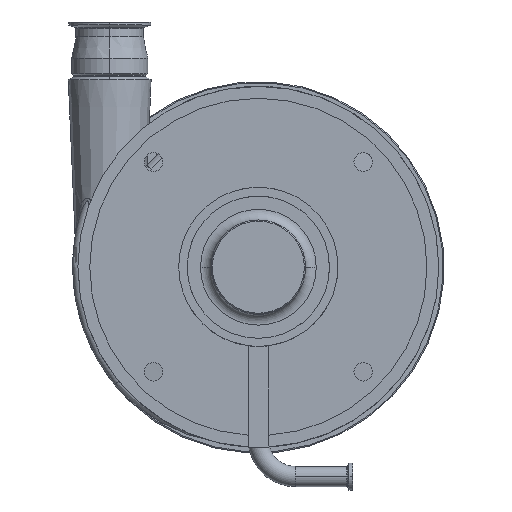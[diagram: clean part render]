
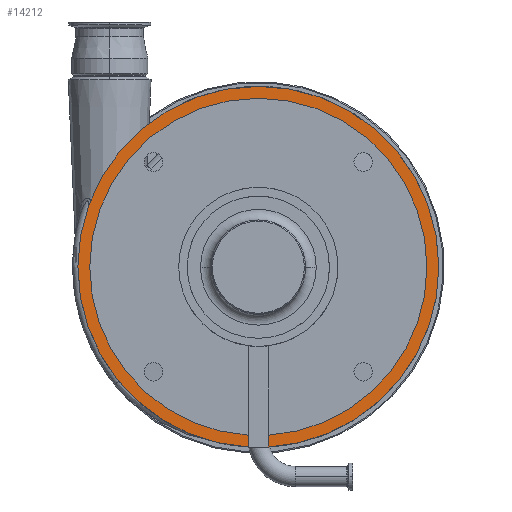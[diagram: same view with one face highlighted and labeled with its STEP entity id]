
A CAD part, top view. The second image highlights one B-rep face of the part: STEP entity #14212.
In plain terms, the highlighted planar face has unit normal (0, 0, 1).
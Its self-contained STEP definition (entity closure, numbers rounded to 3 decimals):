
#351 = ORIENTED_EDGE ( 'NONE', *, *, #12496, .F. ) ;
#482 = DIRECTION ( 'NONE',  ( 0., 0., -1. ) ) ;
#699 = VERTEX_POINT ( 'NONE', #15850 ) ;
#742 = DIRECTION ( 'NONE',  ( 0., 0., -1. ) ) ;
#982 = CIRCLE ( 'NONE', #17437, 158.8 ) ;
#1698 = EDGE_CURVE ( 'NONE', #699, #5018, #17468, .T. ) ;
#1983 = DIRECTION ( 'NONE',  ( -1., 0., 0. ) ) ;
#2143 = DIRECTION ( 'NONE',  ( -1., 0., 0. ) ) ;
#2508 = AXIS2_PLACEMENT_3D ( 'NONE', #9899, #482, #1983 ) ;
#3241 = AXIS2_PLACEMENT_3D ( 'NONE', #13392, #3983, #3792 ) ;
#3465 = VERTEX_POINT ( 'NONE', #11030 ) ;
#3669 = ORIENTED_EDGE ( 'NONE', *, *, #17343, .F. ) ;
#3792 = DIRECTION ( 'NONE',  ( -1., 0., 0. ) ) ;
#3865 = VECTOR ( 'NONE', #10720, 1000. ) ;
#3869 = CARTESIAN_POINT ( 'NONE',  ( -9.525, -74.393, 10. ) ) ;
#3982 = CARTESIAN_POINT ( 'NONE',  ( -9.525, -169.733, 10. ) ) ;
#3983 = DIRECTION ( 'NONE',  ( 0., 0., -1. ) ) ;
#4364 = VERTEX_POINT ( 'NONE', #13977 ) ;
#4627 = CARTESIAN_POINT ( 'NONE',  ( 158.8, 0., 10. ) ) ;
#5018 = VERTEX_POINT ( 'NONE', #3982 ) ;
#5048 = CARTESIAN_POINT ( 'NONE',  ( 0., 170., 10. ) ) ;
#5074 = CIRCLE ( 'NONE', #9331, 170. ) ;
#5245 = CIRCLE ( 'NONE', #3241, 170. ) ;
#5339 = CARTESIAN_POINT ( 'NONE',  ( 0., 0., 10. ) ) ;
#5463 = CIRCLE ( 'NONE', #9991, 170. ) ;
#5817 = DIRECTION ( 'NONE',  ( -1., 0., 0. ) ) ;
#5884 = ORIENTED_EDGE ( 'NONE', *, *, #1698, .F. ) ;
#6160 = DIRECTION ( 'NONE',  ( -1., 0., 0. ) ) ;
#6167 = AXIS2_PLACEMENT_3D ( 'NONE', #8823, #742, #6160 ) ;
#6295 = FACE_OUTER_BOUND ( 'NONE', #14123, .T. ) ;
#6497 = VERTEX_POINT ( 'NONE', #15239 ) ;
#7108 = CARTESIAN_POINT ( 'NONE',  ( 9.525, -74.393, 10. ) ) ;
#7325 = CIRCLE ( 'NONE', #6167, 158.8 ) ;
#8129 = EDGE_CURVE ( 'NONE', #8875, #17270, #7325, .T. ) ;
#8668 = CARTESIAN_POINT ( 'NONE',  ( 170., 0., 10. ) ) ;
#8753 = ORIENTED_EDGE ( 'NONE', *, *, #9873, .F. ) ;
#8823 = CARTESIAN_POINT ( 'NONE',  ( 0., 0., 10. ) ) ;
#8875 = VERTEX_POINT ( 'NONE', #14421 ) ;
#8901 = DIRECTION ( 'NONE',  ( 0., 0., -1. ) ) ;
#9063 = ORIENTED_EDGE ( 'NONE', *, *, #15202, .T. ) ;
#9331 = AXIS2_PLACEMENT_3D ( 'NONE', #11922, #8901, #2143 ) ;
#9469 = AXIS2_PLACEMENT_3D ( 'NONE', #5048, #17225, #17401 ) ;
#9657 = EDGE_CURVE ( 'NONE', #17270, #4364, #12741, .T. ) ;
#9873 = EDGE_CURVE ( 'NONE', #10223, #6497, #5074, .T. ) ;
#9899 = CARTESIAN_POINT ( 'NONE',  ( 0., 0., 10. ) ) ;
#9991 = AXIS2_PLACEMENT_3D ( 'NONE', #12562, #10973, #5817 ) ;
#10223 = VERTEX_POINT ( 'NONE', #8668 ) ;
#10720 = DIRECTION ( 'NONE',  ( 0., -1., 0. ) ) ;
#10973 = DIRECTION ( 'NONE',  ( 0., 0., -1. ) ) ;
#11030 = CARTESIAN_POINT ( 'NONE',  ( -170., 0., 10. ) ) ;
#11922 = CARTESIAN_POINT ( 'NONE',  ( 0., 0., 10. ) ) ;
#12083 = ORIENTED_EDGE ( 'NONE', *, *, #9657, .T. ) ;
#12381 = EDGE_CURVE ( 'NONE', #6497, #4364, #13933, .T. ) ;
#12496 = EDGE_CURVE ( 'NONE', #5018, #3465, #5463, .T. ) ;
#12562 = CARTESIAN_POINT ( 'NONE',  ( 0., 0., 10. ) ) ;
#12741 = CIRCLE ( 'NONE', #2508, 158.8 ) ;
#13392 = CARTESIAN_POINT ( 'NONE',  ( 0., 0., 10. ) ) ;
#13659 = ORIENTED_EDGE ( 'NONE', *, *, #8129, .T. ) ;
#13667 = DIRECTION ( 'NONE',  ( 0., 0., -1. ) ) ;
#13933 = LINE ( 'NONE', #7108, #14610 ) ;
#13977 = CARTESIAN_POINT ( 'NONE',  ( 9.525, -158.514, 10. ) ) ;
#14123 = EDGE_LOOP ( 'NONE', ( #9063, #13659, #12083, #17057, #8753, #3669, #351, #5884 ) ) ;
#14212 = ADVANCED_FACE ( 'NONE', ( #6295 ), #15900, .F. ) ;
#14421 = CARTESIAN_POINT ( 'NONE',  ( -158.8, 0., 10. ) ) ;
#14610 = VECTOR ( 'NONE', #15530, 1000. ) ;
#15202 = EDGE_CURVE ( 'NONE', #699, #8875, #982, .T. ) ;
#15239 = CARTESIAN_POINT ( 'NONE',  ( 9.525, -169.733, 10. ) ) ;
#15530 = DIRECTION ( 'NONE',  ( 0., 1., 0. ) ) ;
#15850 = CARTESIAN_POINT ( 'NONE',  ( -9.525, -158.514, 10. ) ) ;
#15900 = PLANE ( 'NONE',  #9469 ) ;
#16523 = DIRECTION ( 'NONE',  ( -1., 0., 0. ) ) ;
#17057 = ORIENTED_EDGE ( 'NONE', *, *, #12381, .F. ) ;
#17225 = DIRECTION ( 'NONE',  ( 0., 0., -1. ) ) ;
#17270 = VERTEX_POINT ( 'NONE', #4627 ) ;
#17343 = EDGE_CURVE ( 'NONE', #3465, #10223, #5245, .T. ) ;
#17401 = DIRECTION ( 'NONE',  ( -1., 0., 0. ) ) ;
#17437 = AXIS2_PLACEMENT_3D ( 'NONE', #5339, #13667, #16523 ) ;
#17468 = LINE ( 'NONE', #3869, #3865 ) ;
